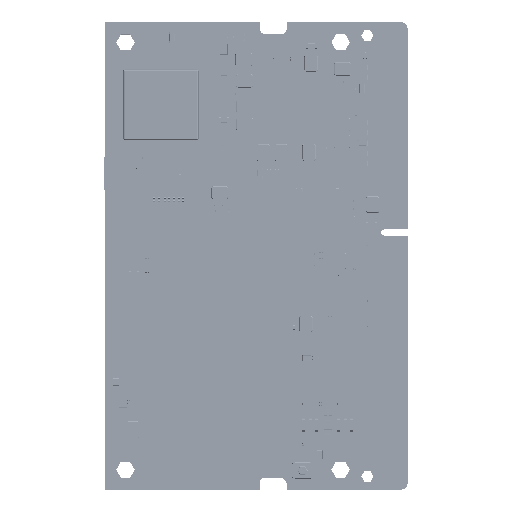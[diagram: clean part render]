
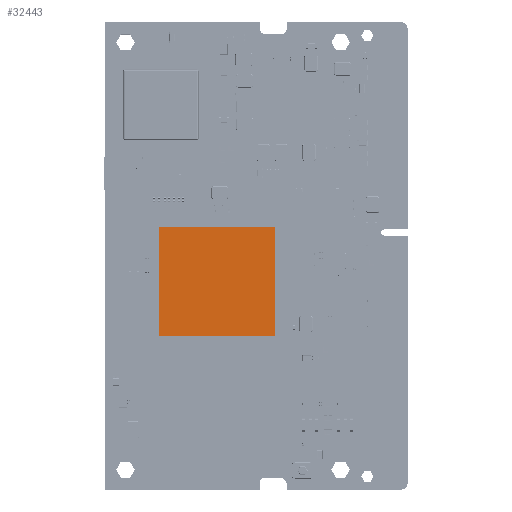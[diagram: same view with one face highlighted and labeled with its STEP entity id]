
A CAD part, top view. The second image highlights one B-rep face of the part: STEP entity #32443.
In plain terms, the highlighted planar face has unit normal (0, 0, 1).
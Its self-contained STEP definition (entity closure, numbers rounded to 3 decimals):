
#32328=DIRECTION('',(1.,0.,0.));
#32329=VECTOR('',#32328,16.1);
#32330=CARTESIAN_POINT('',(-8.05,-8.6,1.016));
#32331=LINE('',#32330,#32329);
#32332=DIRECTION('',(0.,-1.,0.));
#32333=VECTOR('',#32332,17.2);
#32334=CARTESIAN_POINT('',(-8.05,8.6,1.016));
#32335=LINE('',#32334,#32333);
#32336=DIRECTION('',(-1.,0.,0.));
#32337=VECTOR('',#32336,16.1);
#32338=CARTESIAN_POINT('',(8.05,8.6,1.016));
#32339=LINE('',#32338,#32337);
#32340=DIRECTION('',(0.,1.,0.));
#32341=VECTOR('',#32340,17.2);
#32342=CARTESIAN_POINT('',(8.05,-8.6,1.016));
#32343=LINE('',#32342,#32341);
#32352=CARTESIAN_POINT('',(-8.05,-8.6,1.016));
#32353=CARTESIAN_POINT('',(8.05,-8.6,1.016));
#32354=VERTEX_POINT('',#32352);
#32355=VERTEX_POINT('',#32353);
#32356=CARTESIAN_POINT('',(8.05,8.6,1.016));
#32357=VERTEX_POINT('',#32356);
#32358=CARTESIAN_POINT('',(-8.05,8.6,1.016));
#32359=VERTEX_POINT('',#32358);
#32432=CARTESIAN_POINT('',(0.,0.,1.016));
#32433=DIRECTION('',(0.,0.,1.));
#32434=DIRECTION('',(1.,0.,0.));
#32435=AXIS2_PLACEMENT_3D('',#32432,#32433,#32434);
#32436=PLANE('',#32435);
#32437=ORIENTED_EDGE('',*,*,#32384,.F.);
#32438=ORIENTED_EDGE('',*,*,#32399,.F.);
#32439=ORIENTED_EDGE('',*,*,#32413,.F.);
#32440=ORIENTED_EDGE('',*,*,#32426,.F.);
#32441=EDGE_LOOP('',(#32437,#32438,#32439,#32440));
#32442=FACE_OUTER_BOUND('',#32441,.F.);
#32443=ADVANCED_FACE('',(#32442),#32436,.T.);
#32384=EDGE_CURVE('',#32354,#32355,#32331,.T.);
#32399=EDGE_CURVE('',#32359,#32354,#32335,.T.);
#32413=EDGE_CURVE('',#32357,#32359,#32339,.T.);
#32426=EDGE_CURVE('',#32355,#32357,#32343,.T.);
